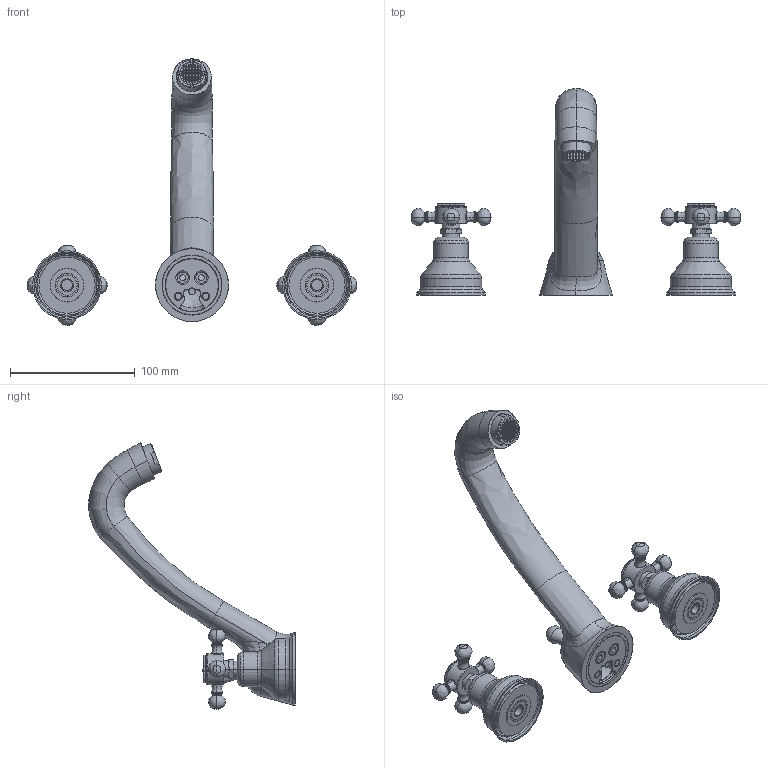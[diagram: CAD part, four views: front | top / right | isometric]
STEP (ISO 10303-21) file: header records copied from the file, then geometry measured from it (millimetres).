
FILE_DESCRIPTION((''),'2;1');
FILE_NAME('VLV055CR','2021-11-11T08:41:08',('ut3'),('PAFFONI SpA'),'CREO PARAMETRIC BY PTC INC, 2020044','CREO PARAMETRIC BY PTC INC, 2020044','');
FILE_SCHEMA(('CONFIG_CONTROL_DESIGN','SHAPE_APPEARANCE_LAYERS_GROUPS'));
Products named in the file (1): VLV055CR
Bounding box: 264.07 x 165.36 x 213.13 mm (x, y, z)
Volume: 213874.4 mm3; surface area: 120893 mm2
Topology: 9 solids, 9 shells, 2917 faces, 8137 edges, 5263 vertices
Faces by surface type: plane 2003, cylinder 521, torus 172, bspline 96, cone 93, sphere 32
Entity records: 117529 total; most frequent: CARTESIAN_POINT 28373, ORIENTED_EDGE 16228, DIRECTION 15562, EDGE_CURVE 8114, AXIS2_PLACEMENT_3D 5316, VERTEX_POINT 5263, VECTOR 4930, LINE 4930
